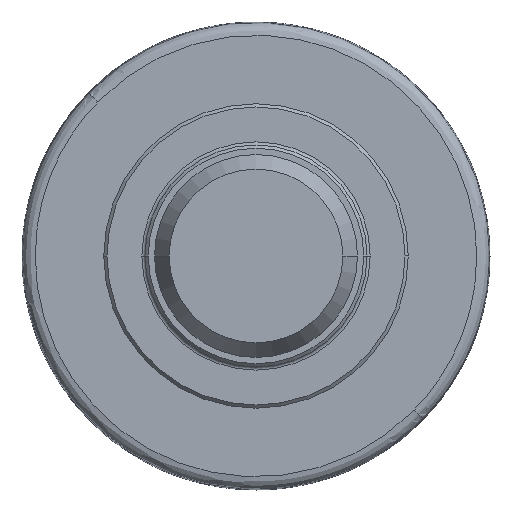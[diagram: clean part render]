
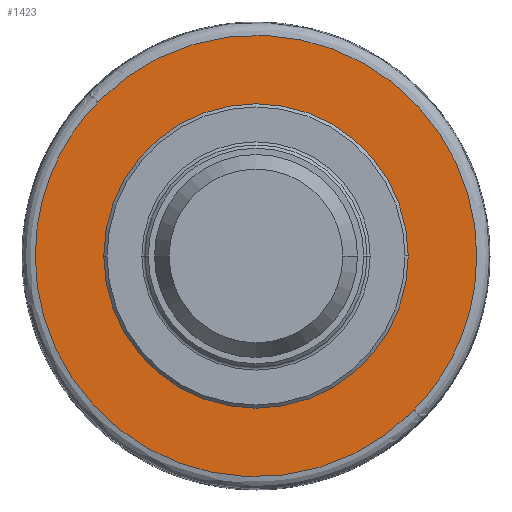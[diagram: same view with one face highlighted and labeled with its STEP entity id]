
A CAD part, left-side view. The second image highlights one B-rep face of the part: STEP entity #1423.
In plain terms, the highlighted planar face has unit normal (-1, 0, 0).
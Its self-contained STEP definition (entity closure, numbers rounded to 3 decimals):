
#1 = CARTESIAN_POINT ( 'NONE',  ( 18.5, -24.932, -24.292 ) ) ;
#7 = VERTEX_POINT ( 'NONE', #1 ) ;
#26 = VERTEX_POINT ( 'NONE', #135 ) ;
#36 = VERTEX_POINT ( 'NONE', #145 ) ;
#39 = VERTEX_POINT ( 'NONE', #148 ) ;
#135 = CARTESIAN_POINT ( 'NONE',  ( 18.5, 24.932, 24.292 ) ) ;
#145 = CARTESIAN_POINT ( 'NONE',  ( 18.5, -24., 0. ) ) ;
#148 = CARTESIAN_POINT ( 'NONE',  ( 18.5, 24., 0. ) ) ;
#286 = CARTESIAN_POINT ( 'NONE',  ( 18.5, 22.32, -22.908 ) ) ;
#292 = PLANE ( 'NONE',  #1655 ) ;
#293 = DIRECTION ( 'NONE',  ( -1., 0., 0. ) ) ;
#294 = DIRECTION ( 'NONE',  ( 0., 0., 1. ) ) ;
#721 = CARTESIAN_POINT ( 'NONE',  ( 18.5, 0., 0. ) ) ;
#722 = DIRECTION ( 'NONE',  ( 1., 0., 0. ) ) ;
#723 = DIRECTION ( 'NONE',  ( 0., 1., 0. ) ) ;
#735 = CARTESIAN_POINT ( 'NONE',  ( 18.5, 24.932, 24.292 ) ) ;
#739 = CARTESIAN_POINT ( 'NONE',  ( 18.5, -23.651, 74.156 ) ) ;
#740 = CARTESIAN_POINT ( 'NONE',  ( 18.5, -73.515, 25.573 ) ) ;
#741 = CARTESIAN_POINT ( 'NONE',  ( 18.5, -24.932, -24.292 ) ) ;
#993 = EDGE_LOOP ( 'NONE', ( #1194, #1195 ) ) ;
#1021 = EDGE_LOOP ( 'NONE', ( #1196, #1197 ) ) ;
#1194 = ORIENTED_EDGE ( 'NONE', *, *, #1488, .T. ) ;
#1195 = ORIENTED_EDGE ( 'NONE', *, *, #1628, .T. ) ;
#1196 = ORIENTED_EDGE ( 'NONE', *, *, #1629, .F. ) ;
#1197 = ORIENTED_EDGE ( 'NONE', *, *, #1494, .F. ) ;
#1382 = FACE_OUTER_BOUND ( 'NONE', #1021, .T. ) ;
#1390 = FACE_BOUND ( 'NONE', #993, .T. ) ;
#1423 = ADVANCED_FACE ( 'NONE', ( #1390, #1382 ), #292, .T. ) ;
#1488 = EDGE_CURVE ( 'NONE', #39, #36, #2004, .T. ) ;
#1494 = EDGE_CURVE ( 'NONE', #26, #7, #1810, .T. ) ;
#1628 = EDGE_CURVE ( 'NONE', #36, #39, #3023, .T. ) ;
#1629 = EDGE_CURVE ( 'NONE', #7, #26, #1813, .T. ) ;
#1655 = AXIS2_PLACEMENT_3D ( 'NONE', #286, #293, #294 ) ;
#1788 = AXIS2_PLACEMENT_3D ( 'NONE', #721, #722, #723 ) ;
#1810 =( BOUNDED_CURVE ( )  B_SPLINE_CURVE ( 3, ( #735, #739, #740, #741 ),
 .UNSPECIFIED., .F., .T. ) 
 B_SPLINE_CURVE_WITH_KNOTS ( ( 4, 4 ),
 ( 0.25, 0.75 ),
 .UNSPECIFIED. ) 
 CURVE ( )  GEOMETRIC_REPRESENTATION_ITEM ( )  RATIONAL_B_SPLINE_CURVE ( ( 1., 0.333, 0.333, 1. ) ) 
 REPRESENTATION_ITEM ( '' )  );
#1813 =( BOUNDED_CURVE ( )  B_SPLINE_CURVE ( 3, ( #2707, #2712, #2713, #2714 ),
 .UNSPECIFIED., .F., .T. ) 
 B_SPLINE_CURVE_WITH_KNOTS ( ( 4, 4 ),
 ( 0.75, 1.25 ),
 .UNSPECIFIED. ) 
 CURVE ( )  GEOMETRIC_REPRESENTATION_ITEM ( )  RATIONAL_B_SPLINE_CURVE ( ( 1., 0.333, 0.333, 1. ) ) 
 REPRESENTATION_ITEM ( '' )  );
#2004 = CIRCLE ( 'NONE', #1788, 24. ) ;
#2292 = AXIS2_PLACEMENT_3D ( 'NONE', #2706, #2708, #2709 ) ;
#2706 = CARTESIAN_POINT ( 'NONE',  ( 18.5, 0., 0. ) ) ;
#2707 = CARTESIAN_POINT ( 'NONE',  ( 18.5, -24.932, -24.292 ) ) ;
#2708 = DIRECTION ( 'NONE',  ( 1., 0., 0. ) ) ;
#2709 = DIRECTION ( 'NONE',  ( 0., 1., 0. ) ) ;
#2712 = CARTESIAN_POINT ( 'NONE',  ( 18.5, 23.651, -74.156 ) ) ;
#2713 = CARTESIAN_POINT ( 'NONE',  ( 18.5, 73.515, -25.573 ) ) ;
#2714 = CARTESIAN_POINT ( 'NONE',  ( 18.5, 24.932, 24.292 ) ) ;
#3023 = CIRCLE ( 'NONE', #2292, 24. ) ;
